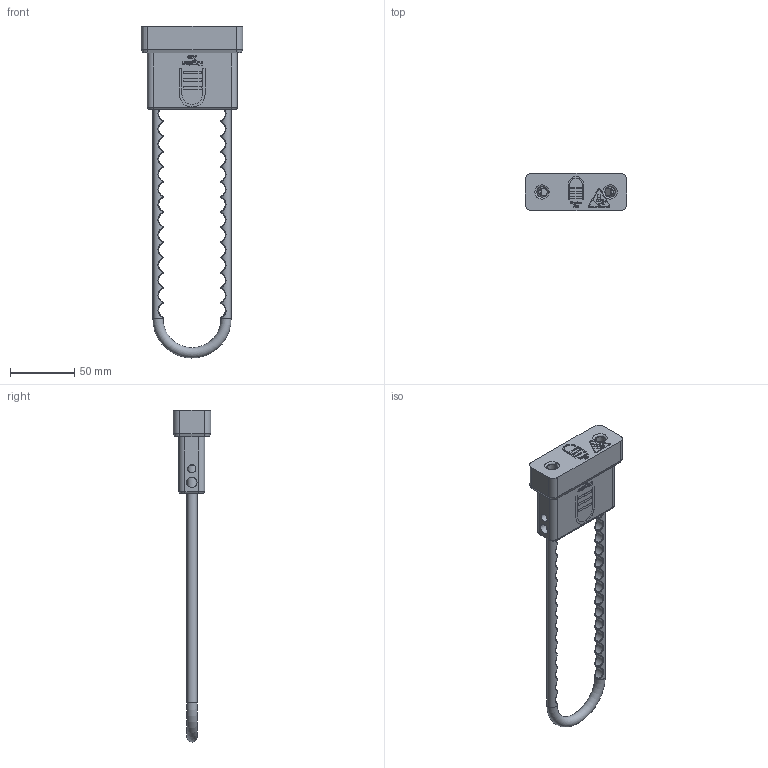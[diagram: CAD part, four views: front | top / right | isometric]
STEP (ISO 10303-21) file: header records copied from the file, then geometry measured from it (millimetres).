
FILE_DESCRIPTION(/* description */ (''),/* implementation_level */ '2;1');
FILE_NAME(/* name */ 'KA_SmartPadLock_ShortShackleV4.step',/* time_stamp */ '2023-08-16T18:04:29+10:00',/* author */ (''),/* organization */ (''),/* preprocessor_version */ 'ST-DEVELOPER v20',/* originating_system */ 'Autodesk Translation Framework v12.9.0.99',/* authorisation */ '');
FILE_SCHEMA (('AUTOMOTIVE_DESIGN { 1 0 10303 214 3 1 1 }'));
Products named in the file (7): KA_SmartPadLock_ShortShackle; KA_Finger_Shared; KA_Drum_DrumLockV8; KA_Lid_ShackleLong; KA_Shackle_Long; KA_MainBody; MainBody
Assembly tree (7 placements, depth 3):
  KA_SmartPadLock_ShortShackle
    KA_Finger_Shared  x2
    KA_Drum_DrumLockV8
    KA_Lid_ShackleLong
    KA_Shackle_Long
    KA_MainBody
      MainBody
Bounding box: 79 x 29 x 258.54 mm (x, y, z)
Volume: 76772.8 mm3; surface area: 50269.3 mm2
Topology: 13 solids, 13 shells, 1306 faces, 3459 edges, 2268 vertices
Faces by surface type: plane 558, cylinder 374, bspline 311, cone 52, torus 11
Full cylindrical faces by diameter (mm): 1.5 x2, 2.5 x6, 3 x3, 3.5 x4, 3.6 x2, 6.1 x1, 6.5 x2, 7 x1, 8 x6, 8.1 x7, 8.2 x6, 10.8 x1
Entity records: 47081 total; most frequent: CARTESIAN_POINT 16262, ORIENTED_EDGE 6874, DIRECTION 5498, EDGE_CURVE 3437, VERTEX_POINT 2254, LINE 1944, VECTOR 1944, AXIS2_PLACEMENT_3D 1777
